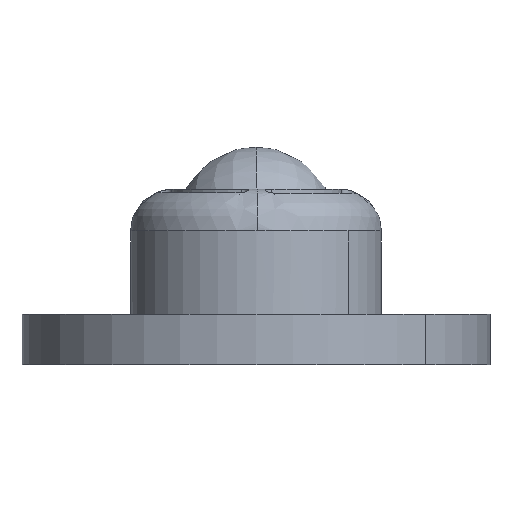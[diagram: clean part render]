
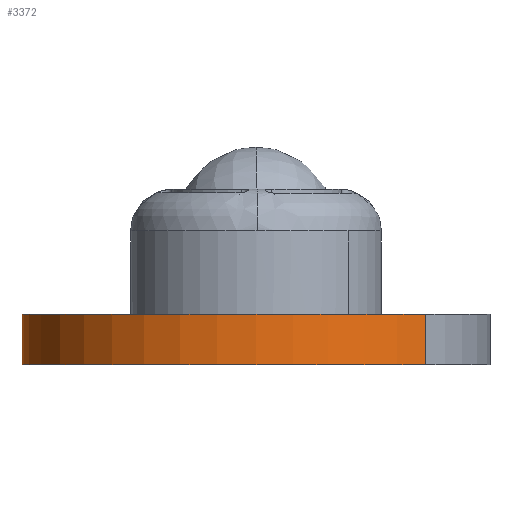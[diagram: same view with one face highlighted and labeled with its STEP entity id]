
A CAD part, left-side view. The second image highlights one B-rep face of the part: STEP entity #3372.
In plain terms, the highlighted free-form (B-spline) face has degree [2, 1] with [5, 2] control points.
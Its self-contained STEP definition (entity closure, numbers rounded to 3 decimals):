
#2676=CARTESIAN_POINT('',(-19.274,-20.31,6.));
#2677=VERTEX_POINT('',#2676);
#2678=CARTESIAN_POINT('',(-28.0,0.0,6.));
#2679=VERTEX_POINT('',#2678);
#2680=CARTESIAN_POINT('',(-19.274,-20.31,6.));
#2681=CARTESIAN_POINT('',(-20.132,-19.496,6.));
#2682=CARTESIAN_POINT('',(-21.907,-17.584,6.));
#2683=CARTESIAN_POINT('',(-24.181,-14.321,6.));
#2684=CARTESIAN_POINT('',(-25.866,-10.918,6.));
#2685=CARTESIAN_POINT('',(-27.105,-7.333,6.));
#2686=CARTESIAN_POINT('',(-27.835,-3.787,6.));
#2687=CARTESIAN_POINT('',(-28.,-1.184,6.));
#2688=CARTESIAN_POINT('',(-28.0,0.0,6.));
#2689=B_SPLINE_CURVE_WITH_KNOTS('',3,(#2680,#2681,#2682,#2683,#2684,#2685,#2686,#2687,#2688),.UNSPECIFIED.,.F.,.U.,(4,1,1,1,1,1,4),(0.,3.551,7.811,11.895,14.913,19.174,22.724),.UNSPECIFIED.);
#2690=EDGE_CURVE('',#2677,#2679,#2689,.T.);
#2727=CARTESIAN_POINT('',(19.274,20.31,6.));
#2728=VERTEX_POINT('',#2727);
#2742=CARTESIAN_POINT('',(0.0,28.0,6.));
#2743=VERTEX_POINT('',#2742);
#2744=CARTESIAN_POINT('',(0.0,28.0,6.));
#2745=CARTESIAN_POINT('',(1.495,28.,6.));
#2746=CARTESIAN_POINT('',(3.654,27.827,6.));
#2747=CARTESIAN_POINT('',(6.968,27.17,6.));
#2748=CARTESIAN_POINT('',(9.674,26.343,6.));
#2749=CARTESIAN_POINT('',(12.772,24.988,6.));
#2750=CARTESIAN_POINT('',(15.983,23.116,6.));
#2751=CARTESIAN_POINT('',(18.15,21.378,6.));
#2752=CARTESIAN_POINT('',(19.274,20.31,6.));
#2753=B_SPLINE_CURVE_WITH_KNOTS('',3,(#2744,#2745,#2746,#2747,#2748,#2749,#2750,#2751,#2752),.UNSPECIFIED.,.F.,.U.,(4,1,1,1,1,1,4),(0.,4.484,6.477,10.131,12.954,16.608,21.258),.UNSPECIFIED.);
#2754=EDGE_CURVE('',#2743,#2728,#2753,.T.);
#2756=CARTESIAN_POINT('',(-28.0,0.0,6.));
#2757=CARTESIAN_POINT('',(-28.,1.833,6.));
#2758=CARTESIAN_POINT('',(-27.701,4.868,6.));
#2759=CARTESIAN_POINT('',(-26.739,8.472,6.));
#2760=CARTESIAN_POINT('',(-25.663,11.312,6.));
#2761=CARTESIAN_POINT('',(-24.542,13.574,6.));
#2762=CARTESIAN_POINT('',(-22.963,16.102,6.));
#2763=CARTESIAN_POINT('',(-20.897,18.783,6.));
#2764=CARTESIAN_POINT('',(-18.174,21.423,6.));
#2765=CARTESIAN_POINT('',(-15.205,23.583,6.));
#2766=CARTESIAN_POINT('',(-12.76,24.968,6.));
#2767=CARTESIAN_POINT('',(-10.252,26.099,6.));
#2768=CARTESIAN_POINT('',(-7.92,26.901,6.));
#2769=CARTESIAN_POINT('',(-4.41,27.746,6.));
#2770=CARTESIAN_POINT('',(-1.833,28.,6.));
#2771=CARTESIAN_POINT('',(0.0,28.0,6.));
#2772=B_SPLINE_CURVE_WITH_KNOTS('',3,(#2756,#2757,#2758,#2759,#2760,#2761,#2762,#2763,#2764,#2765,#2766,#2767,#2768,#2769,#2770,#2771),.UNSPECIFIED.,.F.,.U.,(4,1,1,1,1,1,1,1,1,1,1,1,1,4),(0.,5.498,9.106,11.167,14.604,16.665,20.101,24.74,28.004,31.097,33.159,36.251,38.485,43.982),.UNSPECIFIED.);
#2773=EDGE_CURVE('',#2679,#2743,#2772,.T.);
#3235=CARTESIAN_POINT('',(-19.274,-20.31,0.));
#3236=VERTEX_POINT('',#3235);
#3237=CARTESIAN_POINT('',(-19.274,-20.31,6.));
#3238=CARTESIAN_POINT('',(-19.274,-20.31,0.));
#3239=QUASI_UNIFORM_CURVE('',1,(#3237,#3238),.UNSPECIFIED.,.F.,.U.);
#3240=EDGE_CURVE('',#2677,#3236,#3239,.T.);
#3276=CARTESIAN_POINT('',(19.274,20.31,0.));
#3277=VERTEX_POINT('',#3276);
#3291=CARTESIAN_POINT('',(19.274,20.31,6.));
#3292=CARTESIAN_POINT('',(19.274,20.31,0.));
#3293=QUASI_UNIFORM_CURVE('',1,(#3291,#3292),.UNSPECIFIED.,.F.,.U.);
#3294=EDGE_CURVE('',#2728,#3277,#3293,.T.);
#3299=CARTESIAN_POINT('',(-19.274,-20.31,6.15));
#3300=CARTESIAN_POINT('',(-39.584,-1.037,6.15));
#3301=CARTESIAN_POINT('',(-20.31,19.274,6.15));
#3302=CARTESIAN_POINT('',(-1.037,39.584,6.15));
#3303=CARTESIAN_POINT('',(19.274,20.31,6.15));
#3304=CARTESIAN_POINT('',(-19.274,-20.31,-0.154));
#3305=CARTESIAN_POINT('',(-39.584,-1.037,-0.154));
#3306=CARTESIAN_POINT('',(-20.31,19.274,-0.154));
#3307=CARTESIAN_POINT('',(-1.037,39.584,-0.154));
#3308=CARTESIAN_POINT('',(19.274,20.31,-0.154));
#3316=(BOUNDED_SURFACE()B_SPLINE_SURFACE(2,1,((#3299,#3304),(#3300,#3305),(#3301,#3306),(#3302,#3307),(#3303,#3308)),.UNSPECIFIED.,.F.,.F.,.U.)B_SPLINE_SURFACE_WITH_KNOTS((3,2,3),(2,2),(0.0,46.392,92.784),(0.0,6.304),.UNSPECIFIED.)GEOMETRIC_REPRESENTATION_ITEM()RATIONAL_B_SPLINE_SURFACE(((1.0,1.0),(0.707,0.707),(1.0,1.0),(0.707,0.707),(1.0,1.0)))REPRESENTATION_ITEM('')SURFACE());
#3317=ORIENTED_EDGE('',*,*,#2754,.T.);
#3318=ORIENTED_EDGE('',*,*,#3294,.T.);
#3319=CARTESIAN_POINT('',(0.0,28.0,0.));
#3320=VERTEX_POINT('',#3319);
#3321=CARTESIAN_POINT('',(0.0,28.0,0.));
#3322=CARTESIAN_POINT('',(1.495,28.,0.));
#3323=CARTESIAN_POINT('',(3.875,27.809,0.));
#3324=CARTESIAN_POINT('',(6.966,27.158,0.));
#3325=CARTESIAN_POINT('',(9.457,26.397,0.));
#3326=CARTESIAN_POINT('',(11.765,25.452,0.));
#3327=CARTESIAN_POINT('',(14.271,24.146,0.));
#3328=CARTESIAN_POINT('',(16.774,22.502,0.));
#3329=CARTESIAN_POINT('',(18.471,21.073,0.));
#3330=CARTESIAN_POINT('',(19.274,20.31,0.));
#3331=B_SPLINE_CURVE_WITH_KNOTS('',3,(#3321,#3322,#3323,#3324,#3325,#3326,#3327,#3328,#3329,#3330),.UNSPECIFIED.,.F.,.U.,(4,1,1,1,1,1,1,4),(0.,4.484,7.141,9.467,12.29,14.615,17.937,21.258),.UNSPECIFIED.);
#3332=EDGE_CURVE('',#3320,#3277,#3331,.T.);
#3333=ORIENTED_EDGE('',*,*,#3332,.F.);
#3334=CARTESIAN_POINT('',(-28.0,0.0,0.));
#3335=VERTEX_POINT('',#3334);
#3336=CARTESIAN_POINT('',(-28.0,0.0,0.));
#3337=CARTESIAN_POINT('',(-28.,1.833,0.));
#3338=CARTESIAN_POINT('',(-27.701,4.868,0.));
#3339=CARTESIAN_POINT('',(-26.739,8.472,0.));
#3340=CARTESIAN_POINT('',(-25.663,11.312,0.));
#3341=CARTESIAN_POINT('',(-24.185,14.294,0.));
#3342=CARTESIAN_POINT('',(-22.04,17.421,0.));
#3343=CARTESIAN_POINT('',(-19.402,20.295,0.));
#3344=CARTESIAN_POINT('',(-16.811,22.476,0.));
#3345=CARTESIAN_POINT('',(-13.837,24.424,0.));
#3346=CARTESIAN_POINT('',(-10.849,25.893,0.));
#3347=CARTESIAN_POINT('',(-7.378,27.088,0.));
#3348=CARTESIAN_POINT('',(-3.837,27.826,0.));
#3349=CARTESIAN_POINT('',(-1.26,28.,0.));
#3350=CARTESIAN_POINT('',(0.0,28.0,0.));
#3351=B_SPLINE_CURVE_WITH_KNOTS('',3,(#3336,#3337,#3338,#3339,#3340,#3341,#3342,#3343,#3344,#3345,#3346,#3347,#3348,#3349,#3350),.UNSPECIFIED.,.F.,.U.,(4,1,1,1,1,1,1,1,1,1,1,1,4),(0.,5.498,9.106,11.167,14.604,19.071,22.507,26.286,29.207,33.159,36.251,40.203,43.982),.UNSPECIFIED.);
#3352=EDGE_CURVE('',#3335,#3320,#3351,.T.);
#3353=ORIENTED_EDGE('',*,*,#3352,.F.);
#3354=CARTESIAN_POINT('',(-19.274,-20.31,0.));
#3355=CARTESIAN_POINT('',(-20.304,-19.333,0.));
#3356=CARTESIAN_POINT('',(-21.817,-17.661,0.));
#3357=CARTESIAN_POINT('',(-23.834,-14.806,0.));
#3358=CARTESIAN_POINT('',(-25.323,-12.106,0.));
#3359=CARTESIAN_POINT('',(-26.565,-9.028,0.));
#3360=CARTESIAN_POINT('',(-27.347,-6.231,0.));
#3361=CARTESIAN_POINT('',(-27.872,-3.196,0.));
#3362=CARTESIAN_POINT('',(-28.,-1.184,0.));
#3363=CARTESIAN_POINT('',(-28.0,0.0,0.));
#3364=B_SPLINE_CURVE_WITH_KNOTS('',3,(#3354,#3355,#3356,#3357,#3358,#3359,#3360,#3361,#3362,#3363),.UNSPECIFIED.,.F.,.U.,(4,1,1,1,1,1,1,4),(0.,4.261,6.746,10.474,13.493,16.688,19.174,22.724),.UNSPECIFIED.);
#3365=EDGE_CURVE('',#3236,#3335,#3364,.T.);
#3366=ORIENTED_EDGE('',*,*,#3365,.F.);
#3367=ORIENTED_EDGE('',*,*,#3240,.F.);
#3368=ORIENTED_EDGE('',*,*,#2690,.T.);
#3369=ORIENTED_EDGE('',*,*,#2773,.T.);
#3370=EDGE_LOOP('',(#3317,#3318,#3333,#3353,#3366,#3367,#3368,#3369));
#3371=FACE_OUTER_BOUND('',#3370,.T.);
#3372=ADVANCED_FACE('',(#3371),#3316,.T.);
